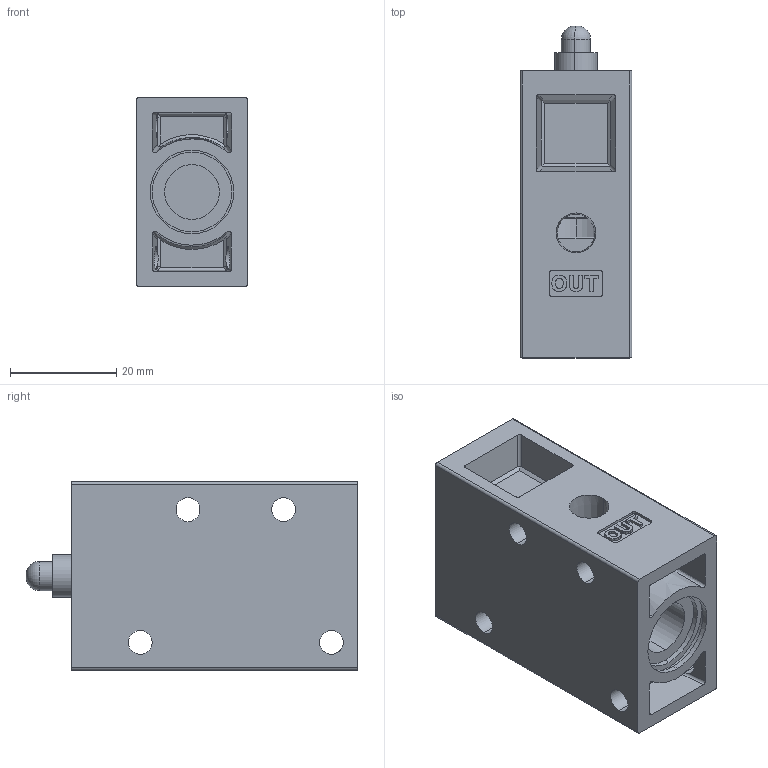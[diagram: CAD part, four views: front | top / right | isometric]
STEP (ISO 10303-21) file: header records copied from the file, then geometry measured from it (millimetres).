
FILE_DESCRIPTION (( 'STEP AP203' ), '1' );
FILE_NAME ('YMV310-PU.STEP', '2016-01-13T00:50:22', ( 'yrd8' ), ( 'Hewlett-Packard Company' ), 'SwSTEP 2.0', 'SolidWorks 2008', '' );
FILE_SCHEMA (( 'CONFIG_CONTROL_DESIGN' ));
Length unit declared in the file: millimetre
Products named in the file (4): YMV310-PU; YMV300 Body; YMV310 HOUSING_晦獄 撲薑; PU
Assembly tree (3 placements, depth 2):
  YMV310-PU
    PU
    YMV310 HOUSING_晦獄 撲薑
    YMV300 Body
Bounding box: 21 x 62.5 x 35.5 mm (x, y, z)
Volume: 30092.3 mm3; surface area: 14326.7 mm2
Topology: 3 solids, 3 shells, 330 faces, 880 edges, 576 vertices
Faces by surface type: plane 138, cylinder 90, bspline 74, cone 26, torus 2
Entity records: 13387 total; most frequent: CARTESIAN_POINT 5431, ORIENTED_EDGE 1744, DIRECTION 1284, EDGE_CURVE 872, VERTEX_POINT 576, LINE 428, VECTOR 428, AXIS2_PLACEMENT_3D 428
